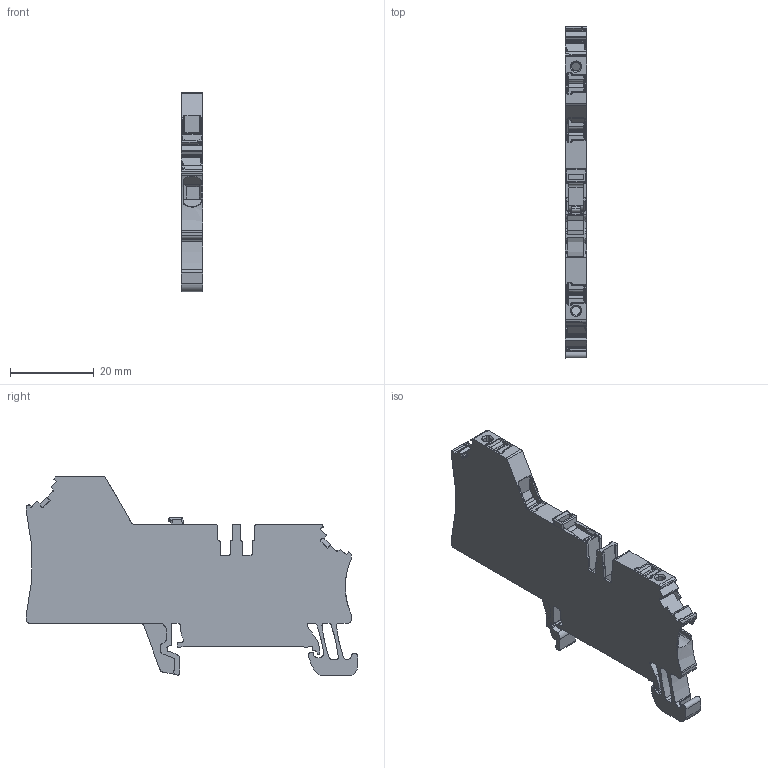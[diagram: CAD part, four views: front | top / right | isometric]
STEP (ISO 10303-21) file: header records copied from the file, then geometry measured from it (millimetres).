
FILE_DESCRIPTION(('CATIA V5 STEP Exchange','CAx-IF Rec.Pracs.--- Model Styling and Organization---1.4--- 2014-01-23'),'2;1');
FILE_NAME ('1481833-2_0', '2023-04-20T08:17:18+00:00', ('none'), ('Weidmueller'), 'CATIA Version 5-6 Release 2016 SP3 HF44', 'CATIA V5 STEP AP214', 'none');
FILE_SCHEMA(('AUTOMOTIVE_DESIGN { 1 0 10303 214 1 1 1 1 }'));
Length unit declared in the file: millimetre
Products named in the file (1): 2898710000
Bounding box: 5.1 x 79.13 x 47.55 mm (x, y, z)
Volume: 9540.1 mm3; surface area: 8235.3 mm2
Topology: 5 solids, 5 shells, 1041 faces, 2907 edges, 1877 vertices
Faces by surface type: plane 445, cylinder 348, extrusion 113, bspline 66, cone 43, torus 20, sphere 6
Entity records: 38416 total; most frequent: CARTESIAN_POINT 13471, ORIENTED_EDGE 5794, DIRECTION 3990, EDGE_CURVE 2897, VERTEX_POINT 1877, VECTOR 1874, LINE 1761, AXIS2_PLACEMENT_3D 1346
